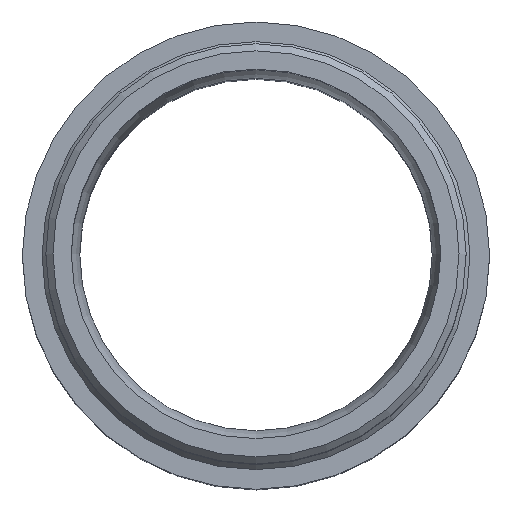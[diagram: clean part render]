
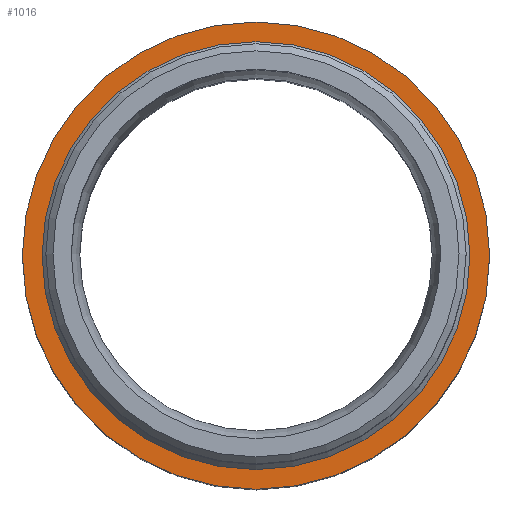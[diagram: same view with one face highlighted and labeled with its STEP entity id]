
A CAD part, top view. The second image highlights one B-rep face of the part: STEP entity #1016.
In plain terms, the highlighted planar face has unit normal (0, 0, 1).
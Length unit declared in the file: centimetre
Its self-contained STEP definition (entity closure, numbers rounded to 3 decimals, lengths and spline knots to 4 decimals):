
#20=FACE_BOUND('',#347,.T.);
#24=PLANE('',#1170);
#276=FACE_OUTER_BOUND('',#346,.T.);
#346=EDGE_LOOP('',(#935));
#347=EDGE_LOOP('',(#936));
#432=CIRCLE('',#1169,29.328);
#433=CIRCLE('',#1171,33.15);
#512=VERTEX_POINT('',#1827);
#513=VERTEX_POINT('',#1831);
#654=EDGE_CURVE('',#512,#512,#432,.T.);
#655=EDGE_CURVE('',#513,#513,#433,.T.);
#935=ORIENTED_EDGE('',*,*,#655,.F.);
#936=ORIENTED_EDGE('',*,*,#654,.F.);
#1016=ADVANCED_FACE('',(#276,#20),#24,.F.);
#1169=AXIS2_PLACEMENT_3D('',#1829,#1528,#1529);
#1170=AXIS2_PLACEMENT_3D('',#1830,#1530,#1531);
#1171=AXIS2_PLACEMENT_3D('',#1832,#1532,#1533);
#1528=DIRECTION('center_axis',(0.,0.,1.));
#1529=DIRECTION('ref_axis',(1.,0.,0.));
#1530=DIRECTION('center_axis',(0.,0.,-1.));
#1531=DIRECTION('ref_axis',(-1.,0.,0.));
#1532=DIRECTION('center_axis',(0.,0.,-1.));
#1533=DIRECTION('ref_axis',(-1.,0.,0.));
#1827=CARTESIAN_POINT('',(-219.2441,-40.3738,-44.));
#1829=CARTESIAN_POINT('Origin',(-189.9161,-40.3738,-44.));
#1830=CARTESIAN_POINT('Origin',(-189.9161,-40.3738,-44.));
#1831=CARTESIAN_POINT('',(-156.7661,-40.3738,-44.));
#1832=CARTESIAN_POINT('Origin',(-189.9161,-40.3738,-44.));
